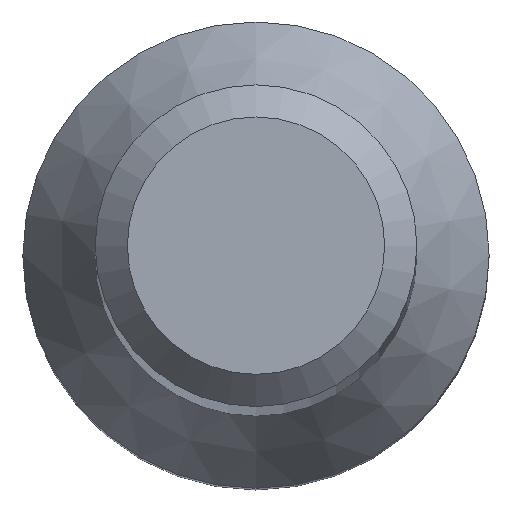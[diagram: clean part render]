
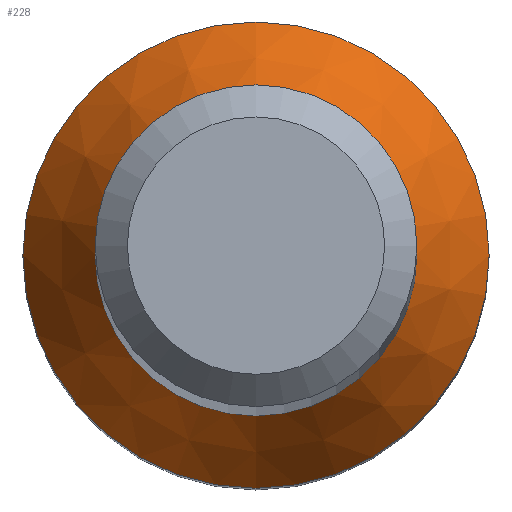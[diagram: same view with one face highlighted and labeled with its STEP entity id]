
A CAD part, top view. The second image highlights one B-rep face of the part: STEP entity #228.
In plain terms, the highlighted conical face has half-angle 30 degrees and reference radius 2.899 mm.
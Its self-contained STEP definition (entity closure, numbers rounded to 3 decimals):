
#9 = EDGE_CURVE ( 'NONE', #60, #60, #58, .T. ) ;
#14 = CONICAL_SURFACE ( 'NONE', #135, 2.899, 0.524 ) ;
#32 = DIRECTION ( 'NONE',  ( 0., 1., 0. ) ) ;
#58 = CIRCLE ( 'NONE', #190, 2.899 ) ;
#60 = VERTEX_POINT ( 'NONE', #123 ) ;
#62 = ORIENTED_EDGE ( 'NONE', *, *, #9, .F. ) ;
#71 = CARTESIAN_POINT ( 'NONE',  ( 0., 0., 13.992 ) ) ;
#79 = DIRECTION ( 'NONE',  ( 0., 1., 0. ) ) ;
#81 = FACE_BOUND ( 'NONE', #230, .T. ) ;
#100 = DIRECTION ( 'NONE',  ( 0., 0., -1. ) ) ;
#102 = EDGE_CURVE ( 'NONE', #150, #150, #171, .T. ) ;
#123 = CARTESIAN_POINT ( 'NONE',  ( 0., 2.899, 12.435 ) ) ;
#130 = DIRECTION ( 'NONE',  ( 0., 0., -1. ) ) ;
#132 = ORIENTED_EDGE ( 'NONE', *, *, #102, .T. ) ;
#135 = AXIS2_PLACEMENT_3D ( 'NONE', #238, #100, #79 ) ;
#138 = FACE_OUTER_BOUND ( 'NONE', #218, .T. ) ;
#145 = AXIS2_PLACEMENT_3D ( 'NONE', #71, #195, #32 ) ;
#150 = VERTEX_POINT ( 'NONE', #154 ) ;
#154 = CARTESIAN_POINT ( 'NONE',  ( 0., 2., 13.992 ) ) ;
#161 = CARTESIAN_POINT ( 'NONE',  ( 0., 0., 12.435 ) ) ;
#171 = CIRCLE ( 'NONE', #145, 2. ) ;
#177 = DIRECTION ( 'NONE',  ( 0., 1., 0. ) ) ;
#190 = AXIS2_PLACEMENT_3D ( 'NONE', #161, #130, #177 ) ;
#195 = DIRECTION ( 'NONE',  ( 0., 0., -1. ) ) ;
#218 = EDGE_LOOP ( 'NONE', ( #62 ) ) ;
#228 = ADVANCED_FACE ( 'NONE', ( #81, #138 ), #14, .T. ) ;
#230 = EDGE_LOOP ( 'NONE', ( #132 ) ) ;
#238 = CARTESIAN_POINT ( 'NONE',  ( 0., 0., 12.435 ) ) ;
